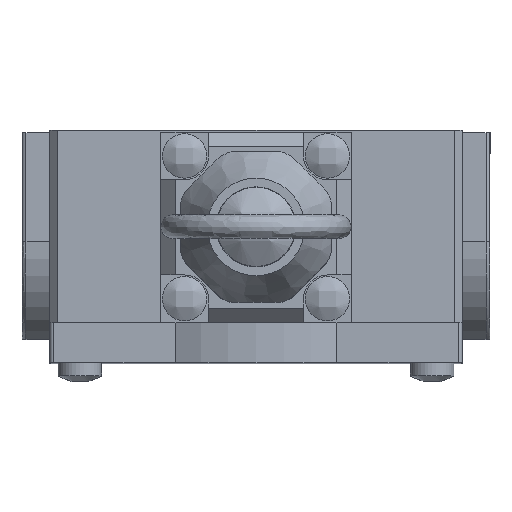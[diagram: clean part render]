
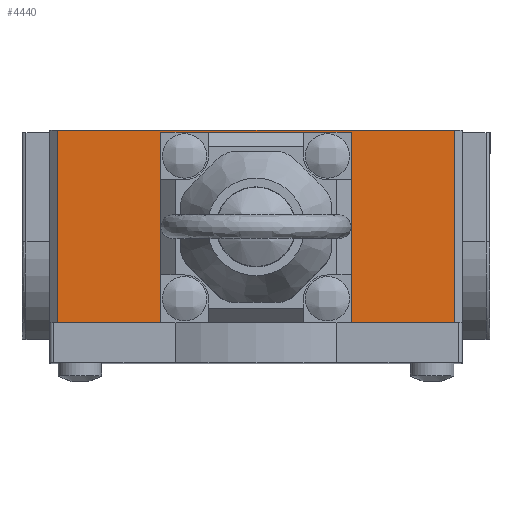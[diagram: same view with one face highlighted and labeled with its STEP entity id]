
A CAD part, top view. The second image highlights one B-rep face of the part: STEP entity #4440.
In plain terms, the highlighted face is planar.
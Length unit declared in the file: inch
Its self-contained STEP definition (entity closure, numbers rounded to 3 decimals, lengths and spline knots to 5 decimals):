
#42 = CARTESIAN_POINT ( 'NONE',  ( -0.5315, 2.26378, 0.00984 ) ) ;
#46 = LINE ( 'NONE', #4561, #2459 ) ;
#81 = LINE ( 'NONE', #2659, #1597 ) ;
#364 = AXIS2_PLACEMENT_3D ( 'NONE', #2032, #2522, #3814 ) ;
#413 = ORIENTED_EDGE ( 'NONE', *, *, #3633, .T. ) ;
#475 = EDGE_CURVE ( 'NONE', #2840, #1753, #4600, .T. ) ;
#545 = ORIENTED_EDGE ( 'NONE', *, *, #4626, .T. ) ;
#638 = CARTESIAN_POINT ( 'NONE',  ( -0.01969, 2.26378, 0.00984 ) ) ;
#703 = CARTESIAN_POINT ( 'NONE',  ( -1.47638, 2.26378, -0.94488 ) ) ;
#730 = CARTESIAN_POINT ( 'NONE',  ( -0.01969, 2.26378, 0.00984 ) ) ;
#781 = VERTEX_POINT ( 'NONE', #3212 ) ;
#943 = LINE ( 'NONE', #42, #5293 ) ;
#967 = VERTEX_POINT ( 'NONE', #5361 ) ;
#1026 = LINE ( 'NONE', #1558, #5766 ) ;
#1074 = LINE ( 'NONE', #703, #2300 ) ;
#1216 = VERTEX_POINT ( 'NONE', #730 ) ;
#1414 = VERTEX_POINT ( 'NONE', #4098 ) ;
#1423 = EDGE_CURVE ( 'NONE', #781, #2892, #46, .T. ) ;
#1465 = DIRECTION ( 'NONE',  ( -1., 0., 0. ) ) ;
#1558 = CARTESIAN_POINT ( 'NONE',  ( 0.01969, 2.26378, 0. ) ) ;
#1597 = VECTOR ( 'NONE', #1770, 39.37008 ) ;
#1753 = VERTEX_POINT ( 'NONE', #2019 ) ;
#1770 = DIRECTION ( 'NONE',  ( -1., 0., 0. ) ) ;
#1977 = DIRECTION ( 'NONE',  ( 1., 0., 0. ) ) ;
#2019 = CARTESIAN_POINT ( 'NONE',  ( -1.47638, 2.26378, -0.94488 ) ) ;
#2032 = CARTESIAN_POINT ( 'NONE',  ( 0.01969, 2.26378, 0.00984 ) ) ;
#2075 = ORIENTED_EDGE ( 'NONE', *, *, #4096, .F. ) ;
#2300 = VECTOR ( 'NONE', #1977, 39.37008 ) ;
#2345 = DIRECTION ( 'NONE',  ( 0., 0., -1. ) ) ;
#2459 = VECTOR ( 'NONE', #2345, 39.37008 ) ;
#2463 = CARTESIAN_POINT ( 'NONE',  ( -1.47638, 2.26378, 0. ) ) ;
#2522 = DIRECTION ( 'NONE',  ( 0., 1., 0. ) ) ;
#2659 = CARTESIAN_POINT ( 'NONE',  ( -1.00394, 2.26378, 0.00984 ) ) ;
#2723 = EDGE_CURVE ( 'NONE', #2892, #1753, #3186, .T. ) ;
#2806 = EDGE_CURVE ( 'NONE', #1216, #781, #81, .T. ) ;
#2840 = VERTEX_POINT ( 'NONE', #2463 ) ;
#2892 = VERTEX_POINT ( 'NONE', #4652 ) ;
#3067 = VECTOR ( 'NONE', #3103, 39.37008 ) ;
#3103 = DIRECTION ( 'NONE',  ( 1., 0., 0. ) ) ;
#3186 = LINE ( 'NONE', #4415, #3067 ) ;
#3202 = ORIENTED_EDGE ( 'NONE', *, *, #4287, .F. ) ;
#3212 = CARTESIAN_POINT ( 'NONE',  ( -1.98819, 2.26378, 0.00984 ) ) ;
#3313 = FACE_OUTER_BOUND ( 'NONE', #5345, .T. ) ;
#3633 = EDGE_CURVE ( 'NONE', #4014, #2840, #1026, .T. ) ;
#3789 = VECTOR ( 'NONE', #5545, 39.37008 ) ;
#3814 = DIRECTION ( 'NONE',  ( -1., 0., 0. ) ) ;
#3842 = DIRECTION ( 'NONE',  ( 0., 0., 1. ) ) ;
#4014 = VERTEX_POINT ( 'NONE', #5763 ) ;
#4096 = EDGE_CURVE ( 'NONE', #967, #1414, #1074, .T. ) ;
#4098 = CARTESIAN_POINT ( 'NONE',  ( -0.01969, 2.26378, -0.94488 ) ) ;
#4164 = CARTESIAN_POINT ( 'NONE',  ( -1.47638, 2.26378, 0.00984 ) ) ;
#4253 = ORIENTED_EDGE ( 'NONE', *, *, #1423, .F. ) ;
#4287 = EDGE_CURVE ( 'NONE', #1414, #1216, #4622, .T. ) ;
#4326 = ORIENTED_EDGE ( 'NONE', *, *, #2723, .F. ) ;
#4415 = CARTESIAN_POINT ( 'NONE',  ( -1.47638, 2.26378, -0.94488 ) ) ;
#4440 = ADVANCED_FACE ( 'NONE', ( #3313 ), #4713, .T. ) ;
#4520 = ORIENTED_EDGE ( 'NONE', *, *, #2806, .F. ) ;
#4561 = CARTESIAN_POINT ( 'NONE',  ( -1.98819, 2.26378, 0.00984 ) ) ;
#4600 = LINE ( 'NONE', #4164, #3789 ) ;
#4622 = LINE ( 'NONE', #638, #5023 ) ;
#4626 = EDGE_CURVE ( 'NONE', #967, #4014, #943, .T. ) ;
#4652 = CARTESIAN_POINT ( 'NONE',  ( -1.98819, 2.26378, -0.94488 ) ) ;
#4713 = PLANE ( 'NONE',  #364 ) ;
#4966 = DIRECTION ( 'NONE',  ( 0., 0., 1. ) ) ;
#5023 = VECTOR ( 'NONE', #3842, 39.37008 ) ;
#5293 = VECTOR ( 'NONE', #4966, 39.37008 ) ;
#5345 = EDGE_LOOP ( 'NONE', ( #4520, #3202, #2075, #545, #413, #5617, #4326, #4253 ) ) ;
#5361 = CARTESIAN_POINT ( 'NONE',  ( -0.5315, 2.26378, -0.94488 ) ) ;
#5545 = DIRECTION ( 'NONE',  ( 0., 0., -1. ) ) ;
#5617 = ORIENTED_EDGE ( 'NONE', *, *, #475, .T. ) ;
#5763 = CARTESIAN_POINT ( 'NONE',  ( -0.5315, 2.26378, 0. ) ) ;
#5766 = VECTOR ( 'NONE', #1465, 39.37008 ) ;
